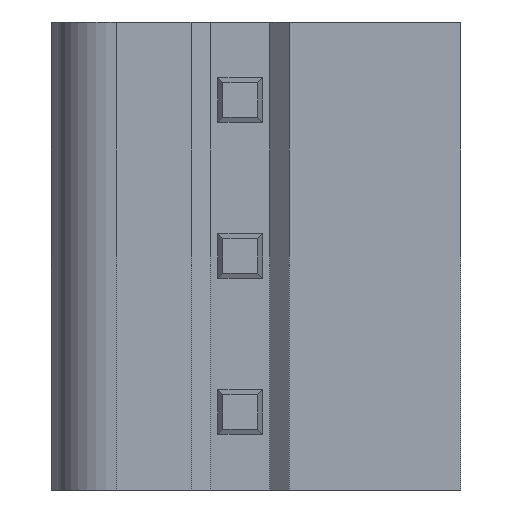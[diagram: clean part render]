
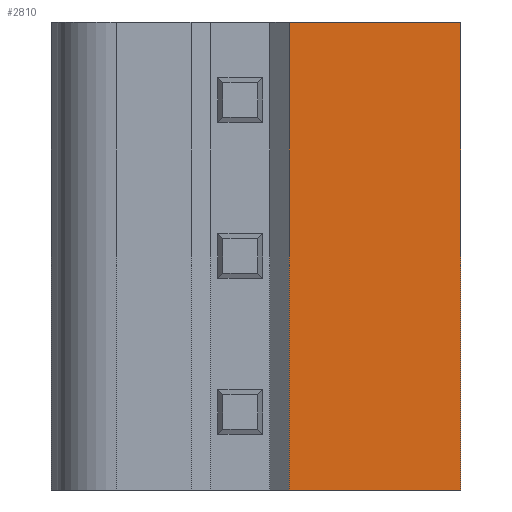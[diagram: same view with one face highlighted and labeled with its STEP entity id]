
A CAD part, front view. The second image highlights one B-rep face of the part: STEP entity #2810.
In plain terms, the highlighted planar face has unit normal (0, -1, 0).
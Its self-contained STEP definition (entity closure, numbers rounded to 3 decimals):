
#4 = ORIENTED_EDGE ( 'NONE', *, *, #759, .F. ) ;
#112 = CARTESIAN_POINT ( 'NONE',  ( -8.25, 0., 0. ) ) ;
#146 = EDGE_CURVE ( 'NONE', #1647, #2632, #2019, .T. ) ;
#349 = LINE ( 'NONE', #366, #771 ) ;
#366 = CARTESIAN_POINT ( 'NONE',  ( 0., 0., -11.88 ) ) ;
#608 = CARTESIAN_POINT ( 'NONE',  ( -4.35, 0., 0. ) ) ;
#710 = AXIS2_PLACEMENT_3D ( 'NONE', #1782, #2305, #3086 ) ;
#759 = EDGE_CURVE ( 'NONE', #1815, #2632, #349, .T. ) ;
#771 = VECTOR ( 'NONE', #1664, 1000. ) ;
#829 = VECTOR ( 'NONE', #1529, 1000. ) ;
#1081 = LINE ( 'NONE', #112, #2652 ) ;
#1083 = CARTESIAN_POINT ( 'NONE',  ( -8.25, 0., -11.88 ) ) ;
#1153 = CARTESIAN_POINT ( 'NONE',  ( 0., 0., -11.88 ) ) ;
#1162 = VECTOR ( 'NONE', #2176, 1000. ) ;
#1401 = EDGE_CURVE ( 'NONE', #2627, #1815, #1081, .T. ) ;
#1406 = FACE_OUTER_BOUND ( 'NONE', #2340, .T. ) ;
#1529 = DIRECTION ( 'NONE',  ( 0., 0., -1. ) ) ;
#1647 = VERTEX_POINT ( 'NONE', #1839 ) ;
#1664 = DIRECTION ( 'NONE',  ( 0., 0., -1. ) ) ;
#1782 = CARTESIAN_POINT ( 'NONE',  ( 0., 0., -11.88 ) ) ;
#1815 = VERTEX_POINT ( 'NONE', #1893 ) ;
#1839 = CARTESIAN_POINT ( 'NONE',  ( -4.35, 0., -11.88 ) ) ;
#1893 = CARTESIAN_POINT ( 'NONE',  ( 0., 0., 0. ) ) ;
#2019 = LINE ( 'NONE', #1083, #1162 ) ;
#2176 = DIRECTION ( 'NONE',  ( 1., 0., 0. ) ) ;
#2265 = ORIENTED_EDGE ( 'NONE', *, *, #1401, .F. ) ;
#2305 = DIRECTION ( 'NONE',  ( 0., -1., 0. ) ) ;
#2340 = EDGE_LOOP ( 'NONE', ( #3379, #4, #2265, #3375 ) ) ;
#2360 = EDGE_CURVE ( 'NONE', #2627, #1647, #3078, .T. ) ;
#2627 = VERTEX_POINT ( 'NONE', #608 ) ;
#2632 = VERTEX_POINT ( 'NONE', #1153 ) ;
#2652 = VECTOR ( 'NONE', #2951, 1000. ) ;
#2810 = ADVANCED_FACE ( 'NONE', ( #1406 ), #3352, .T. ) ;
#2951 = DIRECTION ( 'NONE',  ( 1., 0., 0. ) ) ;
#3078 = LINE ( 'NONE', #3345, #829 ) ;
#3086 = DIRECTION ( 'NONE',  ( 0., 0., -1. ) ) ;
#3345 = CARTESIAN_POINT ( 'NONE',  ( -4.35, 0., -11.88 ) ) ;
#3352 = PLANE ( 'NONE',  #710 ) ;
#3375 = ORIENTED_EDGE ( 'NONE', *, *, #2360, .T. ) ;
#3379 = ORIENTED_EDGE ( 'NONE', *, *, #146, .T. ) ;
